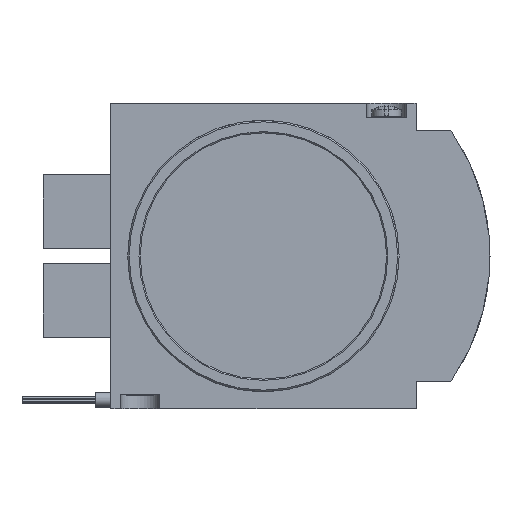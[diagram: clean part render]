
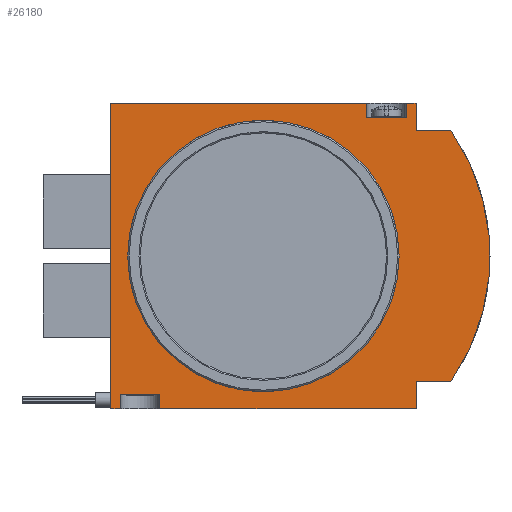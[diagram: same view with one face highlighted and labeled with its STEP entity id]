
A CAD part, front view. The second image highlights one B-rep face of the part: STEP entity #26180.
In plain terms, the highlighted planar face has unit normal (0, -1, 0).
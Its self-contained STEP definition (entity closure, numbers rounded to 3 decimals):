
#535=CIRCLE('',#27407,45.);
#536=CIRCLE('',#27408,16.625);
#2246=ORIENTED_EDGE('',*,*,#7435,.F.);
#2247=ORIENTED_EDGE('',*,*,#7493,.T.);
#2248=ORIENTED_EDGE('',*,*,#7494,.T.);
#2249=ORIENTED_EDGE('',*,*,#7495,.F.);
#2250=ORIENTED_EDGE('',*,*,#7496,.F.);
#2251=ORIENTED_EDGE('',*,*,#7497,.F.);
#2252=ORIENTED_EDGE('',*,*,#7498,.F.);
#2253=ORIENTED_EDGE('',*,*,#7499,.F.);
#2254=ORIENTED_EDGE('',*,*,#7500,.F.);
#2255=ORIENTED_EDGE('',*,*,#7501,.F.);
#2256=ORIENTED_EDGE('',*,*,#7502,.F.);
#2257=ORIENTED_EDGE('',*,*,#7503,.T.);
#2258=ORIENTED_EDGE('',*,*,#7455,.F.);
#2259=ORIENTED_EDGE('',*,*,#7504,.F.);
#2260=ORIENTED_EDGE('',*,*,#7505,.F.);
#2261=ORIENTED_EDGE('',*,*,#7506,.F.);
#2262=ORIENTED_EDGE('',*,*,#7507,.F.);
#7435=EDGE_CURVE('',#10054,#10055,#11878,.T.);
#7455=EDGE_CURVE('',#10074,#10075,#11897,.T.);
#7493=EDGE_CURVE('',#10054,#10107,#11930,.T.);
#7494=EDGE_CURVE('',#10107,#10108,#11931,.T.);
#7495=EDGE_CURVE('',#10109,#10108,#11932,.T.);
#7496=EDGE_CURVE('',#10110,#10109,#11933,.T.);
#7497=EDGE_CURVE('',#10111,#10110,#11934,.T.);
#7498=EDGE_CURVE('',#10112,#10111,#11935,.T.);
#7499=EDGE_CURVE('',#10113,#10112,#535,.T.);
#7500=EDGE_CURVE('',#10114,#10113,#11936,.T.);
#7501=EDGE_CURVE('',#10115,#10114,#11937,.T.);
#7502=EDGE_CURVE('',#10116,#10115,#11938,.T.);
#7503=EDGE_CURVE('',#10116,#10075,#11939,.T.);
#7504=EDGE_CURVE('',#10117,#10074,#11940,.T.);
#7505=EDGE_CURVE('',#10118,#10117,#11941,.T.);
#7506=EDGE_CURVE('',#10055,#10118,#11942,.T.);
#7507=EDGE_CURVE('',#10119,#10119,#536,.T.);
#10054=VERTEX_POINT('',#35553);
#10055=VERTEX_POINT('',#35555);
#10074=VERTEX_POINT('',#35594);
#10075=VERTEX_POINT('',#35596);
#10107=VERTEX_POINT('',#35671);
#10108=VERTEX_POINT('',#35673);
#10109=VERTEX_POINT('',#35675);
#10110=VERTEX_POINT('',#35677);
#10111=VERTEX_POINT('',#35679);
#10112=VERTEX_POINT('',#35681);
#10113=VERTEX_POINT('',#35683);
#10114=VERTEX_POINT('',#35685);
#10115=VERTEX_POINT('',#35687);
#10116=VERTEX_POINT('',#35689);
#10117=VERTEX_POINT('',#35692);
#10118=VERTEX_POINT('',#35694);
#10119=VERTEX_POINT('',#35697);
#11878=LINE('',#35554,#13728);
#11897=LINE('',#35595,#13747);
#11930=LINE('',#35670,#13780);
#11931=LINE('',#35672,#13781);
#11932=LINE('',#35674,#13782);
#11933=LINE('',#35676,#13783);
#11934=LINE('',#35678,#13784);
#11935=LINE('',#35680,#13785);
#11936=LINE('',#35684,#13786);
#11937=LINE('',#35686,#13787);
#11938=LINE('',#35688,#13788);
#11939=LINE('',#35690,#13789);
#11940=LINE('',#35691,#13790);
#11941=LINE('',#35693,#13791);
#11942=LINE('',#35695,#13792);
#13728=VECTOR('',#29748,1000.);
#13747=VECTOR('',#29771,1000.);
#13780=VECTOR('',#29824,1000.);
#13781=VECTOR('',#29825,1000.);
#13782=VECTOR('',#29826,1000.);
#13783=VECTOR('',#29827,1000.);
#13784=VECTOR('',#29828,1000.);
#13785=VECTOR('',#29829,1000.);
#13786=VECTOR('',#29832,1000.);
#13787=VECTOR('',#29833,1000.);
#13788=VECTOR('',#29834,1000.);
#13789=VECTOR('',#29835,1000.);
#13790=VECTOR('',#29836,1000.);
#13791=VECTOR('',#29837,1000.);
#13792=VECTOR('',#29838,1000.);
#15354=EDGE_LOOP('',(#2246,#2247,#2248,#2249,#2250,#2251,#2252,#2253,#2254,
#2255,#2256,#2257,#2258,#2259,#2260,#2261));
#15355=EDGE_LOOP('',(#2262));
#16631=FACE_BOUND('',#15354,.T.);
#16632=FACE_BOUND('',#15355,.T.);
#17878=PLANE('',#27406);
#26180=ADVANCED_FACE('',(#16631,#16632),#17878,.F.);
#27406=AXIS2_PLACEMENT_3D('',#35669,#29822,#29823);
#27407=AXIS2_PLACEMENT_3D('',#35682,#29830,#29831);
#27408=AXIS2_PLACEMENT_3D('',#35696,#29839,#29840);
#29748=DIRECTION('',(-1.,0.,0.));
#29771=DIRECTION('',(1.,0.,0.));
#29822=DIRECTION('',(0.,1.,0.));
#29823=DIRECTION('',(0.,0.,1.));
#29824=DIRECTION('',(0.,0.,1.));
#29825=DIRECTION('',(1.,0.,0.));
#29826=DIRECTION('',(0.,0.,1.));
#29827=DIRECTION('',(-1.,0.,0.));
#29828=DIRECTION('',(0.,0.,-1.));
#29829=DIRECTION('',(-1.,0.,0.));
#29830=DIRECTION('',(0.,1.,0.));
#29831=DIRECTION('',(1.,0.,0.));
#29832=DIRECTION('',(1.,0.,0.));
#29833=DIRECTION('',(0.,0.,-1.));
#29834=DIRECTION('',(1.,0.,0.));
#29835=DIRECTION('',(0.,0.,-1.));
#29836=DIRECTION('',(0.,0.,-1.));
#29837=DIRECTION('',(1.,0.,0.));
#29838=DIRECTION('',(0.,0.,1.));
#29839=DIRECTION('',(0.,-1.,0.));
#29840=DIRECTION('',(0.,0.,-1.));
#35553=CARTESIAN_POINT('',(-29.,-146.9,-31.));
#35554=CARTESIAN_POINT('',(31.,-146.9,-31.));
#35555=CARTESIAN_POINT('',(-31.,-146.9,-31.));
#35594=CARTESIAN_POINT('',(21.,-146.9,28.1));
#35595=CARTESIAN_POINT('',(21.,-146.9,28.1));
#35596=CARTESIAN_POINT('',(29.,-146.9,28.1));
#35669=CARTESIAN_POINT('',(0.,-146.9,0.));
#35670=CARTESIAN_POINT('',(-29.,-146.9,-31.));
#35671=CARTESIAN_POINT('',(-29.,-146.9,-28.1));
#35672=CARTESIAN_POINT('',(-29.,-146.9,-28.1));
#35673=CARTESIAN_POINT('',(-21.,-146.9,-28.1));
#35674=CARTESIAN_POINT('',(-21.,-146.9,-31.));
#35675=CARTESIAN_POINT('',(-21.,-146.9,-31.));
#35676=CARTESIAN_POINT('',(31.,-146.9,-31.));
#35677=CARTESIAN_POINT('',(31.,-146.9,-31.));
#35678=CARTESIAN_POINT('',(31.,-146.9,31.));
#35679=CARTESIAN_POINT('',(31.,-146.9,-25.5));
#35680=CARTESIAN_POINT('',(38.078,-146.9,-25.5));
#35681=CARTESIAN_POINT('',(38.078,-146.9,-25.5));
#35682=CARTESIAN_POINT('',(1.,-146.9,0.));
#35683=CARTESIAN_POINT('',(38.078,-146.9,25.5));
#35684=CARTESIAN_POINT('',(-31.,-146.9,25.5));
#35685=CARTESIAN_POINT('',(31.,-146.9,25.5));
#35686=CARTESIAN_POINT('',(31.,-146.9,31.));
#35687=CARTESIAN_POINT('',(31.,-146.9,31.));
#35688=CARTESIAN_POINT('',(-31.,-146.9,31.));
#35689=CARTESIAN_POINT('',(29.,-146.9,31.));
#35690=CARTESIAN_POINT('',(29.,-146.9,31.));
#35691=CARTESIAN_POINT('',(21.,-146.9,31.));
#35692=CARTESIAN_POINT('',(21.,-146.9,31.));
#35693=CARTESIAN_POINT('',(-31.,-146.9,31.));
#35694=CARTESIAN_POINT('',(-31.,-146.9,31.));
#35695=CARTESIAN_POINT('',(-31.,-146.9,-31.));
#35696=CARTESIAN_POINT('',(0.,-146.9,0.));
#35697=CARTESIAN_POINT('',(0.,-146.9,-16.625));
